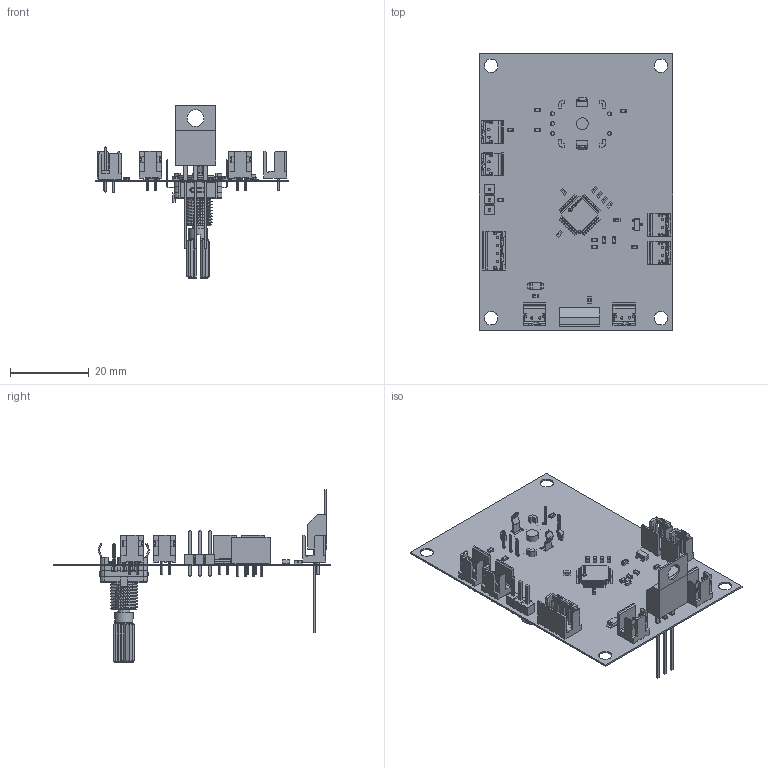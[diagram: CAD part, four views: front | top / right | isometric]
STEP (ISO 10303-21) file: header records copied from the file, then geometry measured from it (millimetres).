
FILE_DESCRIPTION(('Open CASCADE Model'),'2;1');
FILE_NAME('Open CASCADE Shape Model','2024-04-04T00:07:46',('Author'),( 'Open CASCADE'),'Open CASCADE STEP processor 7.5','Open CASCADE 7.5' ,'Unknown');
FILE_SCHEMA(('AUTOMOTIVE_DESIGN { 1 0 10303 214 1 1 1 1 }'));
Length unit declared in the file: millimetre
Products named in the file (62): PCB; Board; Open CASCADE STEP translator 7.5 1.1.1; R10; Res_Yageo_AC0603FR-07180RL_eec; terminal; body; top; logo; R9; Q2; p200_SOT-23; C13; Cap_Walsin_Technologies_0603B104K250CT_eec; Body; Pins; Walsin Technology Logo; R8; R6; CASETEMP; 6246836592; FAN1; J5; 6246837712; LeadsArray; R7; R5; R4; R3; R2; R1; Q1; 6246830992; Tab; PinsArray; J6; 6246829552; J4; 6246840112; J3 ...
Assembly tree (81 placements, depth 4):
  PCB
    Board
      Open CASCADE STEP translator 7.5 1.1.1
    R10
      Res_Yageo_AC0603FR-07180RL_eec
        terminal
        body
        top
        logo
    R9
      Res_Yageo_AC0603FR-07180RL_eec
        terminal
        body
        top
        logo
    Q2
      p200_SOT-23
    C13
      Cap_Walsin_Technologies_0603B104K250CT_eec
        Body
        Pins
        Walsin Technology Logo
    R8
      Res_Yageo_AC0603FR-07180RL_eec
        terminal
        body
        top
        logo
    R6
      Res_Yageo_AC0603FR-07180RL_eec
        terminal
        body
        top
        logo
    CASETEMP
      6246836592
    FAN1
      6246836592
    J5
      6246837712
        Body
        LeadsArray
    R7
      Res_Yageo_AC0603FR-07180RL_eec
        terminal
        body
        top
        logo
    R5
      Res_Yageo_AC0603FR-07180RL_eec
        terminal
        body
        top
        logo
    R4
      Res_Yageo_AC0603FR-07180RL_eec
        terminal
        body
        top
        logo
Bounding box: 49 x 70 x 43.76 mm (x, y, z)
Volume: 3869.1 mm3; surface area: 12803.2 mm2
Topology: 233 solids, 233 shells, 4273 faces, 10926 edges, 7064 vertices
Faces by surface type: plane 2836, cylinder 838, bspline 452, sphere 88, cone 35, torus 24
Full cylindrical faces by diameter (mm): 0.043 x10, 0.56 x1, 0.8 x16, 1 x5, 1.1 x3, 1.38 x3, 3 x2, 3.4 x4, 4.233 x1, 4.7 x1, 7 x8
Entity records: 78017 total; most frequent: CARTESIAN_POINT 16636, ORIENTED_EDGE 11682, DIRECTION 11180, EDGE_CURVE 5841, LINE 4380, VECTOR 4380, VERTEX_POINT 3785, AXIS2_PLACEMENT_3D 3400
